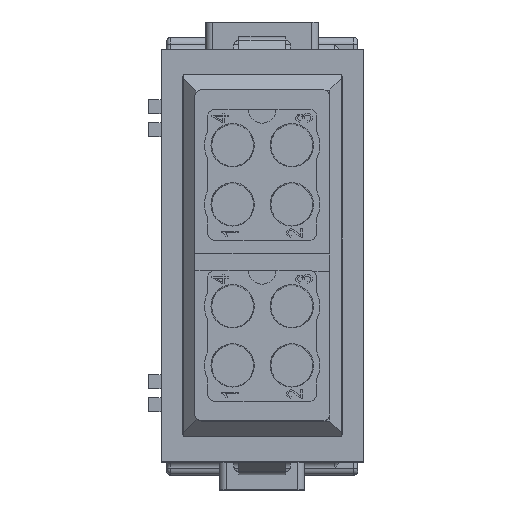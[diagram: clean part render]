
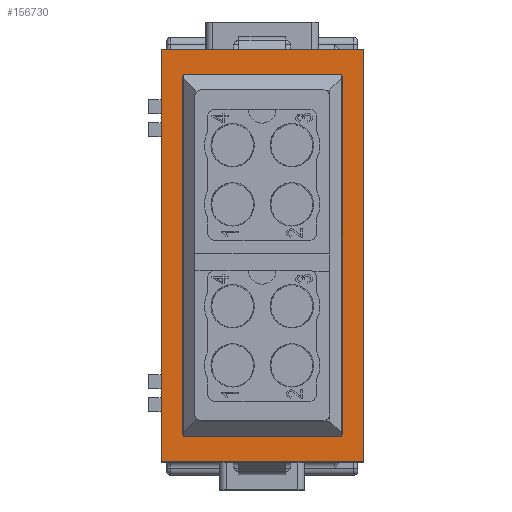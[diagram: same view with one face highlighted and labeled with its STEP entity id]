
A CAD part, top view. The second image highlights one B-rep face of the part: STEP entity #156730.
In plain terms, the highlighted planar face has unit normal (0, 0, 1).
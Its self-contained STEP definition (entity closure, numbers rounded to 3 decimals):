
#6160=CARTESIAN_POINT('',(73.775,65.55,
-11.15));
#6170=VERTEX_POINT('',#6160);
#6200=CARTESIAN_POINT('',(0.,65.55,-11.15));
#6210=DIRECTION('',(-1.,0.,0.));
#6220=VECTOR('',#6210,1.);
#6230=LINE('',#6200,#6220);
#6240=CARTESIAN_POINT('',(73.95,65.55,-11.15));
#6250=VERTEX_POINT('',#6240);
#6260=EDGE_CURVE('',#6250,#6170,#6230,.T.);
#6480=CARTESIAN_POINT('',(47.6,65.55,-11.15));
#6490=VERTEX_POINT('',#6480);
#6520=CARTESIAN_POINT('',(47.775,65.55,
-11.15));
#6530=VERTEX_POINT('',#6520);
#6540=EDGE_CURVE('',#6530,#6490,#6230,.T.);
#43630=CARTESIAN_POINT('',(47.6,54.05,-11.15));
#43640=VERTEX_POINT('',#43630);
#43670=CARTESIAN_POINT('',(47.6,0.,-11.15));
#43680=DIRECTION('',(0.,1.,0.));
#43690=VECTOR('',#43680,1.);
#43700=LINE('',#43670,#43690);
#43710=EDGE_CURVE('',#43640,#6490,#43700,.T.);
#67560=CARTESIAN_POINT('',(73.95,0.,-11.15));
#67570=DIRECTION('',(0.,-1.,0.));
#67580=VECTOR('',#67570,1.);
#67590=LINE('',#67560,#67580);
#67600=CARTESIAN_POINT('',(73.95,54.05,-11.15));
#67610=VERTEX_POINT('',#67600);
#67620=EDGE_CURVE('',#6250,#67610,#67590,.T.);
#80060=CARTESIAN_POINT('',(47.775,54.05,
-11.15));
#80070=VERTEX_POINT('',#80060);
#80100=CARTESIAN_POINT('',(0.,54.05,-11.15));
#80110=DIRECTION('',(1.,0.,0.));
#80120=VECTOR('',#80110,1.);
#80130=LINE('',#80100,#80120);
#80140=EDGE_CURVE('',#43640,#80070,#80130,.T.);
#80190=CARTESIAN_POINT('',(73.775,54.05,
-11.15));
#80200=VERTEX_POINT('',#80190);
#80210=EDGE_CURVE('',#80200,#67610,#80130,.T.);
#147330=CARTESIAN_POINT('',(45.775,52.45,
-11.15));
#147340=VERTEX_POINT('',#147330);
#147370=CARTESIAN_POINT('',(39.375,52.45,
-11.15));
#147380=DIRECTION('',(-1.,0.,0.));
#147390=VECTOR('',#147380,1.);
#147400=LINE('',#147370,#147390);
#147410=CARTESIAN_POINT('',(75.775,52.45,
-11.15));
#147420=VERTEX_POINT('',#147410);
#147430=EDGE_CURVE('',#147420,#147340,#147400,.T.);
#154280=CARTESIAN_POINT('',(73.775,54.,
-11.15));
#154290=VERTEX_POINT('',#154280);
#154320=CARTESIAN_POINT('',(39.375,54.,
-11.15));
#154330=DIRECTION('',(-1.,0.,0.));
#154340=VECTOR('',#154330,1.);
#154350=LINE('',#154320,#154340);
#154360=CARTESIAN_POINT('',(47.775,54.,
-11.15));
#154370=VERTEX_POINT('',#154360);
#154380=EDGE_CURVE('',#154290,#154370,#154350,.T.);
#156080=CARTESIAN_POINT('',(60.775,66.35,
-11.15));
#156090=DIRECTION('',(0.,0.,1.));
#156100=DIRECTION('',(-1.,0.,0.));
#156110=AXIS2_PLACEMENT_3D('',#156080,#156090,#156100);
#156120=PLANE('',#156110);
#156130=ORIENTED_EDGE('',*,*,#6540,.F.);
#156140=ORIENTED_EDGE('',*,*,#43710,.T.);
#156150=ORIENTED_EDGE('',*,*,#80140,.F.);
#156160=CARTESIAN_POINT('',(47.775,59.8,
-11.15));
#156170=DIRECTION('',(0.,1.,0.));
#156180=VECTOR('',#156170,1.);
#156190=LINE('',#156160,#156180);
#156200=EDGE_CURVE('',#154370,#80070,#156190,.T.);
#156210=ORIENTED_EDGE('',*,*,#156200,.T.);
#156220=ORIENTED_EDGE('',*,*,#154380,.T.);
#156230=CARTESIAN_POINT('',(73.775,59.8,
-11.15));
#156240=DIRECTION('',(0.,-1.,0.));
#156250=VECTOR('',#156240,1.);
#156260=LINE('',#156230,#156250);
#156270=EDGE_CURVE('',#80200,#154290,#156260,.T.);
#156280=ORIENTED_EDGE('',*,*,#156270,.T.);
#156290=ORIENTED_EDGE('',*,*,#80210,.F.);
#156300=ORIENTED_EDGE('',*,*,#67620,.T.);
#156310=ORIENTED_EDGE('',*,*,#6260,.F.);
#156320=CARTESIAN_POINT('',(73.775,65.6,
-11.15));
#156330=VERTEX_POINT('',#156320);
#156340=EDGE_CURVE('',#156330,#6170,#156260,.T.);
#156350=ORIENTED_EDGE('',*,*,#156340,.T.);
#156360=CARTESIAN_POINT('',(39.375,65.6,
-11.15));
#156370=DIRECTION('',(1.,0.,0.));
#156380=VECTOR('',#156370,1.);
#156390=LINE('',#156360,#156380);
#156400=CARTESIAN_POINT('',(47.775,65.6,
-11.15));
#156410=VERTEX_POINT('',#156400);
#156420=EDGE_CURVE('',#156410,#156330,#156390,.T.);
#156430=ORIENTED_EDGE('',*,*,#156420,.T.);
#156440=EDGE_CURVE('',#6530,#156410,#156190,.T.);
#156450=ORIENTED_EDGE('',*,*,#156440,.T.);
#156460=EDGE_LOOP('',(#156450,#156430,#156350,#156310,#156300,#156290,
#156280,#156220,#156210,#156150,#156140,#156130));
#156470=FACE_BOUND('',#156460,.T.);
#156480=CARTESIAN_POINT('',(75.775,59.8,
-11.15));
#156490=DIRECTION('',(0.,-1.,0.));
#156500=VECTOR('',#156490,1.);
#156510=LINE('',#156480,#156500);
#156520=CARTESIAN_POINT('',(75.775,67.15,
-11.15));
#156530=VERTEX_POINT('',#156520);
#156540=EDGE_CURVE('',#156530,#147420,#156510,.T.);
#156550=ORIENTED_EDGE('',*,*,#156540,.F.);
#156560=ORIENTED_EDGE('',*,*,#147430,.F.);
#156570=CARTESIAN_POINT('',(45.775,59.8,
-11.15));
#156580=DIRECTION('',(0.,1.,0.));
#156590=VECTOR('',#156580,1.);
#156600=LINE('',#156570,#156590);
#156610=CARTESIAN_POINT('',(45.775,67.15,
-11.15));
#156620=VERTEX_POINT('',#156610);
#156630=EDGE_CURVE('',#147340,#156620,#156600,.T.);
#156640=ORIENTED_EDGE('',*,*,#156630,.F.);
#156650=CARTESIAN_POINT('',(39.375,67.15,
-11.15));
#156660=DIRECTION('',(1.,0.,0.));
#156670=VECTOR('',#156660,1.);
#156680=LINE('',#156650,#156670);
#156690=EDGE_CURVE('',#156620,#156530,#156680,.T.);
#156700=ORIENTED_EDGE('',*,*,#156690,.F.);
#156710=EDGE_LOOP('',(#156700,#156640,#156560,#156550));
#156720=FACE_OUTER_BOUND('',#156710,.T.);
#156730=ADVANCED_FACE('',(#156470,#156720),#156120,.T.);
